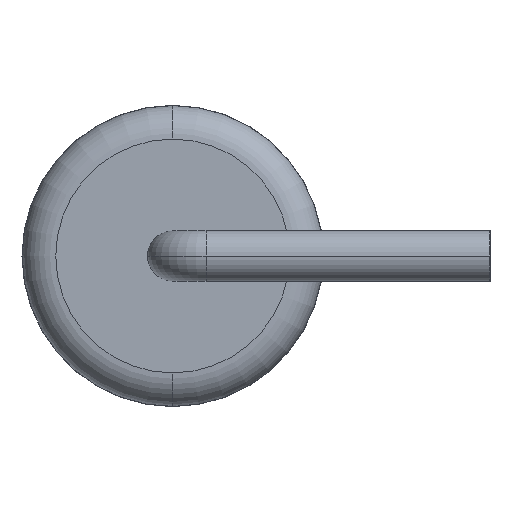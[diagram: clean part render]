
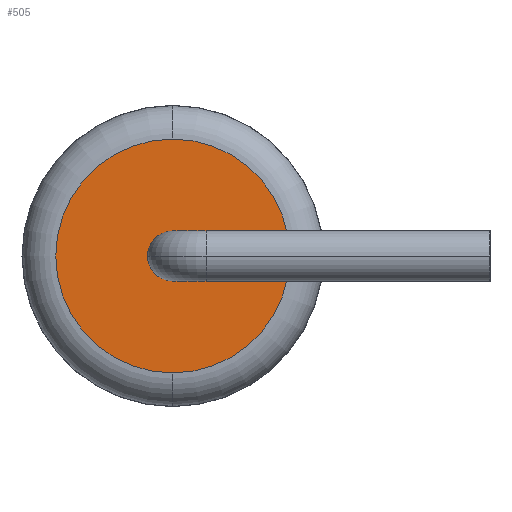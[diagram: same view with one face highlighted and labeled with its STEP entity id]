
A CAD part, left-side view. The second image highlights one B-rep face of the part: STEP entity #505.
In plain terms, the highlighted planar face has unit normal (-1, 0, 0).
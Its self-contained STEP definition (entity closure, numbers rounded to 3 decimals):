
#121 = CARTESIAN_POINT ( 'NONE',  ( -5.95, 2.75, -1.75 ) ) ;
#192 = CIRCLE ( 'NONE', #965, 1.75 ) ;
#198 = DIRECTION ( 'NONE',  ( 0., 0., -1. ) ) ;
#206 = VERTEX_POINT ( 'NONE', #121 ) ;
#208 = CIRCLE ( 'NONE', #923, 0.375 ) ;
#301 = CARTESIAN_POINT ( 'NONE',  ( -5.95, 2.75, 0. ) ) ;
#338 = CARTESIAN_POINT ( 'NONE',  ( -5.95, 2.75, 1.75 ) ) ;
#340 = AXIS2_PLACEMENT_3D ( 'NONE', #518, #1061, #1158 ) ;
#434 = EDGE_LOOP ( 'NONE', ( #877, #784 ) ) ;
#464 = DIRECTION ( 'NONE',  ( 0., 0., 1. ) ) ;
#479 = VERTEX_POINT ( 'NONE', #338 ) ;
#483 = DIRECTION ( 'NONE',  ( -1., 0., 0. ) ) ;
#505 = ADVANCED_FACE ( 'NONE', ( #577, #512 ), #779, .F. ) ;
#512 = FACE_OUTER_BOUND ( 'NONE', #434, .T. ) ;
#518 = CARTESIAN_POINT ( 'NONE',  ( -5.95, 2.75, 0. ) ) ;
#535 = ORIENTED_EDGE ( 'NONE', *, *, #966, .F. ) ;
#570 = DIRECTION ( 'NONE',  ( 0., 0., -1. ) ) ;
#576 = CARTESIAN_POINT ( 'NONE',  ( -5.95, 2.75, 0.375 ) ) ;
#577 = FACE_BOUND ( 'NONE', #943, .T. ) ;
#595 = AXIS2_PLACEMENT_3D ( 'NONE', #628, #621, #464 ) ;
#621 = DIRECTION ( 'NONE',  ( -1., 0., 0. ) ) ;
#628 = CARTESIAN_POINT ( 'NONE',  ( -5.95, 2.75, 0. ) ) ;
#730 = CIRCLE ( 'NONE', #595, 1.75 ) ;
#740 = DIRECTION ( 'NONE',  ( -1., 0., 0. ) ) ;
#744 = VERTEX_POINT ( 'NONE', #748 ) ;
#748 = CARTESIAN_POINT ( 'NONE',  ( -5.95, 2.75, -0.375 ) ) ;
#779 = PLANE ( 'NONE',  #340 ) ;
#784 = ORIENTED_EDGE ( 'NONE', *, *, #977, .T. ) ;
#798 = EDGE_CURVE ( 'NONE', #479, #206, #192, .T. ) ;
#834 = EDGE_CURVE ( 'NONE', #744, #839, #1022, .T. ) ;
#839 = VERTEX_POINT ( 'NONE', #576 ) ;
#877 = ORIENTED_EDGE ( 'NONE', *, *, #798, .T. ) ;
#880 = ORIENTED_EDGE ( 'NONE', *, *, #834, .F. ) ;
#897 = DIRECTION ( 'NONE',  ( -1., 0., 0. ) ) ;
#923 = AXIS2_PLACEMENT_3D ( 'NONE', #1074, #897, #198 ) ;
#943 = EDGE_LOOP ( 'NONE', ( #535, #880 ) ) ;
#948 = AXIS2_PLACEMENT_3D ( 'NONE', #1103, #483, #570 ) ;
#965 = AXIS2_PLACEMENT_3D ( 'NONE', #301, #740, #1115 ) ;
#966 = EDGE_CURVE ( 'NONE', #839, #744, #208, .T. ) ;
#977 = EDGE_CURVE ( 'NONE', #206, #479, #730, .T. ) ;
#1022 = CIRCLE ( 'NONE', #948, 0.375 ) ;
#1061 = DIRECTION ( 'NONE',  ( 1., 0., 0. ) ) ;
#1074 = CARTESIAN_POINT ( 'NONE',  ( -5.95, 2.75, 0. ) ) ;
#1103 = CARTESIAN_POINT ( 'NONE',  ( -5.95, 2.75, 0. ) ) ;
#1115 = DIRECTION ( 'NONE',  ( 0., 0., 1. ) ) ;
#1158 = DIRECTION ( 'NONE',  ( 0., 0., -1. ) ) ;
